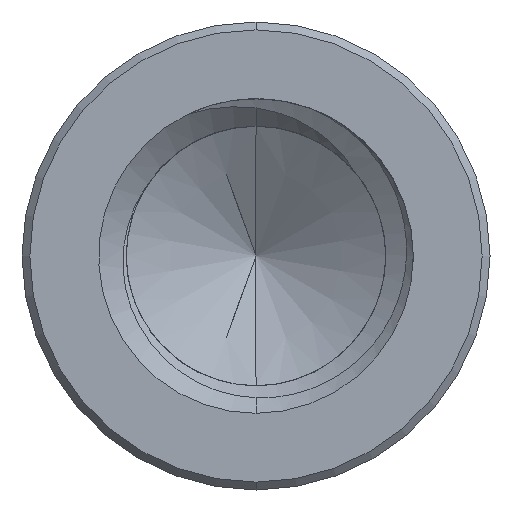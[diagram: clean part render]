
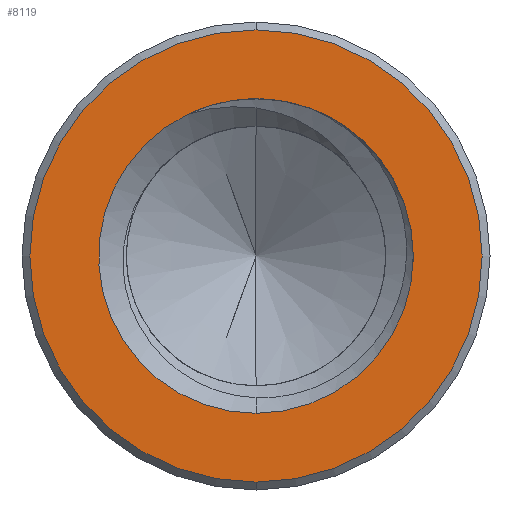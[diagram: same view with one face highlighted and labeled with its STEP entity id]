
A CAD part, front view. The second image highlights one B-rep face of the part: STEP entity #8119.
In plain terms, the highlighted planar face has unit normal (0, -1, 0).
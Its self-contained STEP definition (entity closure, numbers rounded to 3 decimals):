
#437 = CARTESIAN_POINT ( 'NONE',  ( 0.675, -18., 1.883 ) ) ;
#497 = DIRECTION ( 'NONE',  ( 0., -1., 0. ) ) ;
#591 = DIRECTION ( 'NONE',  ( 0., 0., 1. ) ) ;
#592 = AXIS2_PLACEMENT_3D ( 'NONE', #1785, #8153, #5333 ) ;
#633 = CIRCLE ( 'NONE', #3851, 2. ) ;
#756 = EDGE_CURVE ( 'NONE', #2407, #8185, #3463, .T. ) ;
#1001 = ORIENTED_EDGE ( 'NONE', *, *, #9213, .T. ) ;
#1118 = AXIS2_PLACEMENT_3D ( 'NONE', #3527, #7814, #1385 ) ;
#1385 = DIRECTION ( 'NONE',  ( 0., 0., 1. ) ) ;
#1785 = CARTESIAN_POINT ( 'NONE',  ( 0., -18., 0. ) ) ;
#1853 = CARTESIAN_POINT ( 'NONE',  ( 0., -18., 0. ) ) ;
#2092 = CIRCLE ( 'NONE', #7585, 2.875 ) ;
#2407 = VERTEX_POINT ( 'NONE', #7772 ) ;
#2485 = DIRECTION ( 'NONE',  ( 0., 1., 0. ) ) ;
#3016 = EDGE_LOOP ( 'NONE', ( #4077, #4440 ) ) ;
#3463 = CIRCLE ( 'NONE', #7911, 2.875 ) ;
#3527 = CARTESIAN_POINT ( 'NONE',  ( 0., -18., 0. ) ) ;
#3533 = DIRECTION ( 'NONE',  ( 0., -1., 0. ) ) ;
#3550 = ORIENTED_EDGE ( 'NONE', *, *, #5940, .T. ) ;
#3851 = AXIS2_PLACEMENT_3D ( 'NONE', #1853, #4049, #6777 ) ;
#3926 = CIRCLE ( 'NONE', #592, 2. ) ;
#4014 = CARTESIAN_POINT ( 'NONE',  ( 0., -18., 0. ) ) ;
#4049 = DIRECTION ( 'NONE',  ( 0., 1., 0. ) ) ;
#4077 = ORIENTED_EDGE ( 'NONE', *, *, #7205, .T. ) ;
#4349 = CARTESIAN_POINT ( 'NONE',  ( -0.874, -18., 1.799 ) ) ;
#4440 = ORIENTED_EDGE ( 'NONE', *, *, #756, .T. ) ;
#4486 = ORIENTED_EDGE ( 'NONE', *, *, #5296, .T. ) ;
#4766 = VERTEX_POINT ( 'NONE', #437 ) ;
#4828 = CARTESIAN_POINT ( 'NONE',  ( 0., -18., 0. ) ) ;
#4918 = FACE_OUTER_BOUND ( 'NONE', #3016, .T. ) ;
#5034 = FACE_BOUND ( 'NONE', #8737, .T. ) ;
#5296 = EDGE_CURVE ( 'NONE', #8873, #4766, #5618, .T. ) ;
#5333 = DIRECTION ( 'NONE',  ( 0., 0., 1. ) ) ;
#5618 = CIRCLE ( 'NONE', #7910, 2. ) ;
#5940 = EDGE_CURVE ( 'NONE', #8101, #8873, #633, .T. ) ;
#5953 = DIRECTION ( 'NONE',  ( 0., 0., 1. ) ) ;
#6777 = DIRECTION ( 'NONE',  ( 0., 0., 1. ) ) ;
#7172 = PLANE ( 'NONE',  #1118 ) ;
#7205 = EDGE_CURVE ( 'NONE', #8185, #2407, #2092, .T. ) ;
#7585 = AXIS2_PLACEMENT_3D ( 'NONE', #4014, #497, #8292 ) ;
#7755 = CARTESIAN_POINT ( 'NONE',  ( 0., -18., -2. ) ) ;
#7772 = CARTESIAN_POINT ( 'NONE',  ( 0., -18., -2.875 ) ) ;
#7814 = DIRECTION ( 'NONE',  ( 0., 1., 0. ) ) ;
#7910 = AXIS2_PLACEMENT_3D ( 'NONE', #8723, #2485, #5953 ) ;
#7911 = AXIS2_PLACEMENT_3D ( 'NONE', #4828, #3533, #591 ) ;
#8101 = VERTEX_POINT ( 'NONE', #7755 ) ;
#8119 = ADVANCED_FACE ( 'NONE', ( #5034, #4918 ), #7172, .F. ) ;
#8153 = DIRECTION ( 'NONE',  ( 0., 1., 0. ) ) ;
#8185 = VERTEX_POINT ( 'NONE', #8758 ) ;
#8292 = DIRECTION ( 'NONE',  ( 0., 0., 1. ) ) ;
#8723 = CARTESIAN_POINT ( 'NONE',  ( 0., -18., 0. ) ) ;
#8737 = EDGE_LOOP ( 'NONE', ( #1001, #3550, #4486 ) ) ;
#8758 = CARTESIAN_POINT ( 'NONE',  ( 0., -18., 2.875 ) ) ;
#8873 = VERTEX_POINT ( 'NONE', #4349 ) ;
#9213 = EDGE_CURVE ( 'NONE', #4766, #8101, #3926, .T. ) ;
